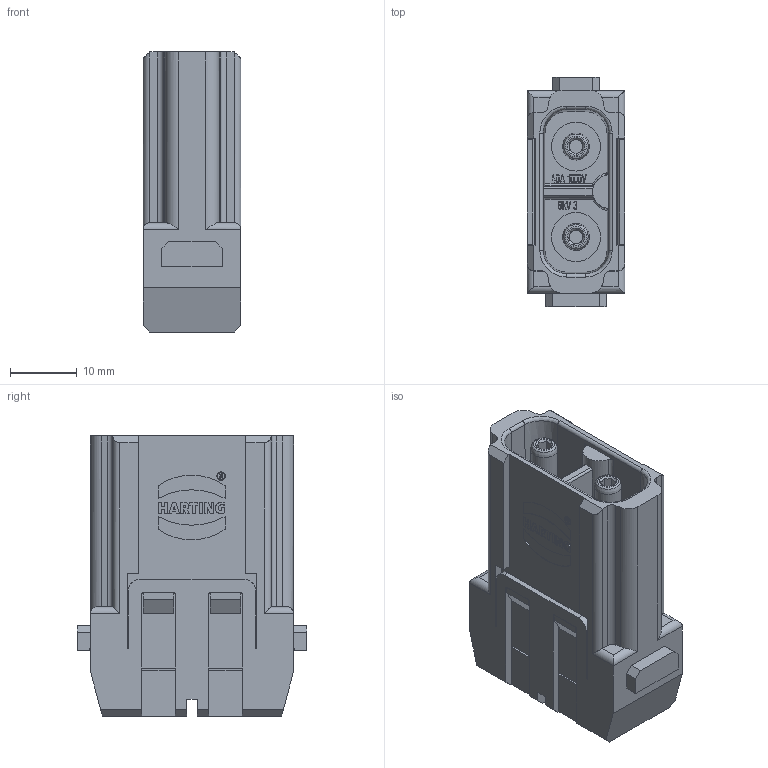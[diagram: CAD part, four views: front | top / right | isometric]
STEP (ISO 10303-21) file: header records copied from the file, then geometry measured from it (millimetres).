
FILE_DESCRIPTION(/* description */ (''),/* implementation_level */ '2;1');
FILE_NAME(/* name */ '100111296ugm000_c.stp',/* time_stamp */ '2017-09-28T17:21:40+02:00',/* author */ (''),/* organization */ (''),/* preprocessor_version */ 'ST-DEVELOPER v16',/* originating_system */ 'SIEMENS PLM Software NX 10.0',/* authorisation */ '');
FILE_SCHEMA (('AUTOMOTIVE_DESIGN { 1 0 10303 214 3 1 1 1 }'));
Length unit declared in the file: millimetre
Products named in the file (1): 100111296ugm000_c
Bounding box: 14.6 x 34.2 x 41.8 mm (x, y, z)
Volume: 11655.6 mm3; surface area: 8733 mm2
Topology: 1 solids, 1 shells, 573 faces, 1673 edges, 1264 vertices
Faces by surface type: plane 412, cylinder 103, extrusion 24, cone 18, bspline 14, sphere 2
Full cylindrical faces by diameter (mm): 1.1 x1, 1.3 x1, 2 x2, 3.95 x2, 4 x2, 6.25 x4, 7.3 x2
Entity records: 22820 total; most frequent: CARTESIAN_POINT 4414, ORIENTED_EDGE 3024, DIRECTION 2800, EDGE_CURVE 1512, VECTOR 1244, LINE 1220, VERTEX_POINT 1022, AXIS2_PLACEMENT_3D 778
